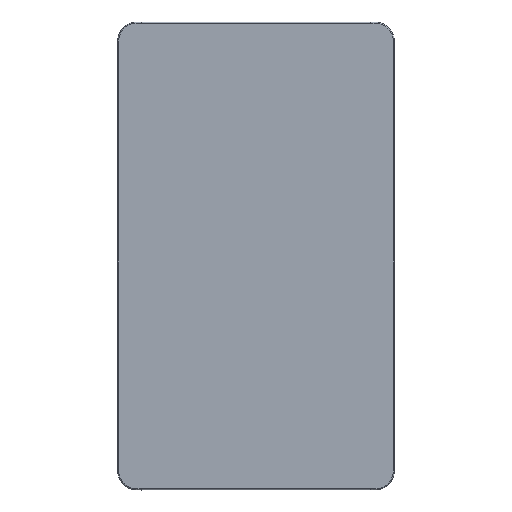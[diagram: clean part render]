
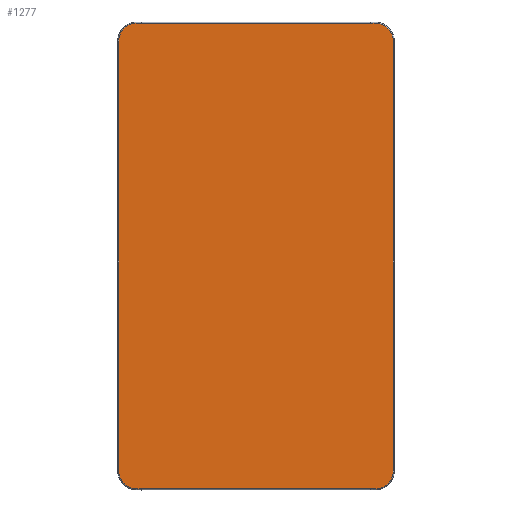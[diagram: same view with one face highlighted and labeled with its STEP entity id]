
A CAD part, top view. The second image highlights one B-rep face of the part: STEP entity #1277.
In plain terms, the highlighted planar face has unit normal (0, 0, 1).
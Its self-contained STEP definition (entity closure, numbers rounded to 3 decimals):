
#87=LINE('',#12905,#140);
#88=LINE('',#12919,#141);
#89=LINE('',#12933,#142);
#90=LINE('',#12947,#143);
#140=VECTOR('',#1475,460.657);
#141=VECTOR('',#1476,251.277);
#142=VECTOR('',#1477,460.657);
#143=VECTOR('',#1478,251.277);
#285=FACE_OUTER_BOUND('',#393,.T.);
#393=EDGE_LOOP('',(#1067,#1068,#1069,#1070,#1071,#1072,#1073,#1074));
#515=B_SPLINE_CURVE_WITH_KNOTS('',3,(#12907,#12908,#12909,#12910,#12911,
#12912,#12913,#12914,#12915,#12916,#12917),.UNSPECIFIED.,.F.,.F.,(4,1,1,
1,1,1,1,1,4),(0.,0.125,0.25,0.375,0.5,0.625,0.75,0.875,1.),
 .UNSPECIFIED.);
#516=B_SPLINE_CURVE_WITH_KNOTS('',3,(#12921,#12922,#12923,#12924,#12925,
#12926,#12927,#12928,#12929,#12930,#12931),.UNSPECIFIED.,.F.,.F.,(4,1,1,
1,1,1,1,1,4),(0.,0.125,0.25,0.375,0.5,0.625,0.75,0.875,1.),
 .UNSPECIFIED.);
#517=B_SPLINE_CURVE_WITH_KNOTS('',3,(#12935,#12936,#12937,#12938,#12939,
#12940,#12941,#12942,#12943,#12944,#12945),.UNSPECIFIED.,.F.,.F.,(4,1,1,
1,1,1,1,1,4),(0.,0.125,0.25,0.375,0.5,0.625,0.75,0.875,1.),
 .UNSPECIFIED.);
#518=B_SPLINE_CURVE_WITH_KNOTS('',3,(#12948,#12949,#12950,#12951,#12952,
#12953,#12954,#12955,#12956,#12957,#12958),.UNSPECIFIED.,.F.,.F.,(4,1,1,
1,1,1,1,1,4),(0.,0.125,0.25,0.375,0.5,0.625,0.75,0.875,1.),
 .UNSPECIFIED.);
#616=VERTEX_POINT('',#12903);
#617=VERTEX_POINT('',#12904);
#618=VERTEX_POINT('',#12906);
#619=VERTEX_POINT('',#12918);
#620=VERTEX_POINT('',#12920);
#621=VERTEX_POINT('',#12932);
#622=VERTEX_POINT('',#12934);
#623=VERTEX_POINT('',#12946);
#772=EDGE_CURVE('',#616,#617,#87,.T.);
#773=EDGE_CURVE('',#617,#618,#515,.T.);
#774=EDGE_CURVE('',#618,#619,#88,.T.);
#775=EDGE_CURVE('',#619,#620,#516,.T.);
#776=EDGE_CURVE('',#620,#621,#89,.T.);
#777=EDGE_CURVE('',#621,#622,#517,.T.);
#778=EDGE_CURVE('',#622,#623,#90,.T.);
#779=EDGE_CURVE('',#623,#616,#518,.T.);
#1067=ORIENTED_EDGE('',*,*,#772,.T.);
#1068=ORIENTED_EDGE('',*,*,#773,.T.);
#1069=ORIENTED_EDGE('',*,*,#774,.T.);
#1070=ORIENTED_EDGE('',*,*,#775,.T.);
#1071=ORIENTED_EDGE('',*,*,#776,.T.);
#1072=ORIENTED_EDGE('',*,*,#777,.T.);
#1073=ORIENTED_EDGE('',*,*,#778,.T.);
#1074=ORIENTED_EDGE('',*,*,#779,.T.);
#1205=PLANE('',#1353);
#1277=ADVANCED_FACE('',(#285),#1205,.T.);
#1353=AXIS2_PLACEMENT_3D('',#12902,#1473,#1474);
#1473=DIRECTION('center_axis',(0.,0.,1.));
#1474=DIRECTION('ref_axis',(1.,0.,0.));
#1475=DIRECTION('',(0.,1.,0.));
#1476=DIRECTION('',(-1.,0.,0.));
#1477=DIRECTION('',(0.,-1.,0.));
#1478=DIRECTION('',(1.,0.,0.));
#12902=CARTESIAN_POINT('Origin',(0.,800.,6.664));
#12903=CARTESIAN_POINT('',(150.497,569.671,6.664));
#12904=CARTESIAN_POINT('',(150.497,1030.329,6.664));
#12905=CARTESIAN_POINT('',(150.497,569.671,6.664));
#12906=CARTESIAN_POINT('',(125.639,1055.187,6.664));
#12907=CARTESIAN_POINT('Ctrl Pts',(150.497,1030.329,6.664));
#12908=CARTESIAN_POINT('Ctrl Pts',(150.497,1032.115,6.664));
#12909=CARTESIAN_POINT('Ctrl Pts',(150.528,1035.611,6.664));
#12910=CARTESIAN_POINT('Ctrl Pts',(149.909,1040.71,6.664));
#12911=CARTESIAN_POINT('Ctrl Pts',(147.867,1045.359,6.664));
#12912=CARTESIAN_POINT('Ctrl Pts',(144.612,1049.302,6.664));
#12913=CARTESIAN_POINT('Ctrl Pts',(140.669,1052.557,6.664));
#12914=CARTESIAN_POINT('Ctrl Pts',(136.02,1054.599,6.664));
#12915=CARTESIAN_POINT('Ctrl Pts',(130.921,1055.218,6.664));
#12916=CARTESIAN_POINT('Ctrl Pts',(127.425,1055.187,6.664));
#12917=CARTESIAN_POINT('Ctrl Pts',(125.639,1055.187,6.664));
#12918=CARTESIAN_POINT('',(-125.639,1055.187,6.664));
#12919=CARTESIAN_POINT('',(125.639,1055.187,6.664));
#12920=CARTESIAN_POINT('',(-150.497,1030.329,6.664));
#12921=CARTESIAN_POINT('Ctrl Pts',(-125.639,1055.187,6.664));
#12922=CARTESIAN_POINT('Ctrl Pts',(-127.425,1055.187,6.664));
#12923=CARTESIAN_POINT('Ctrl Pts',(-130.921,1055.218,6.664));
#12924=CARTESIAN_POINT('Ctrl Pts',(-136.02,1054.599,6.664));
#12925=CARTESIAN_POINT('Ctrl Pts',(-140.669,1052.557,6.664));
#12926=CARTESIAN_POINT('Ctrl Pts',(-144.612,1049.302,6.664));
#12927=CARTESIAN_POINT('Ctrl Pts',(-147.867,1045.359,6.664));
#12928=CARTESIAN_POINT('Ctrl Pts',(-149.909,1040.71,6.664));
#12929=CARTESIAN_POINT('Ctrl Pts',(-150.528,1035.611,6.664));
#12930=CARTESIAN_POINT('Ctrl Pts',(-150.497,1032.115,6.664));
#12931=CARTESIAN_POINT('Ctrl Pts',(-150.497,1030.329,6.664));
#12932=CARTESIAN_POINT('',(-150.497,569.671,6.664));
#12933=CARTESIAN_POINT('',(-150.497,1030.329,6.664));
#12934=CARTESIAN_POINT('',(-125.639,544.813,6.664));
#12935=CARTESIAN_POINT('Ctrl Pts',(-150.497,569.671,6.664));
#12936=CARTESIAN_POINT('Ctrl Pts',(-150.497,567.885,6.664));
#12937=CARTESIAN_POINT('Ctrl Pts',(-150.528,564.389,6.664));
#12938=CARTESIAN_POINT('Ctrl Pts',(-149.909,559.29,6.664));
#12939=CARTESIAN_POINT('Ctrl Pts',(-147.867,554.641,6.664));
#12940=CARTESIAN_POINT('Ctrl Pts',(-144.612,550.698,6.664));
#12941=CARTESIAN_POINT('Ctrl Pts',(-140.669,547.443,6.664));
#12942=CARTESIAN_POINT('Ctrl Pts',(-136.02,545.401,6.664));
#12943=CARTESIAN_POINT('Ctrl Pts',(-130.921,544.782,6.664));
#12944=CARTESIAN_POINT('Ctrl Pts',(-127.425,544.813,6.664));
#12945=CARTESIAN_POINT('Ctrl Pts',(-125.639,544.813,6.664));
#12946=CARTESIAN_POINT('',(125.639,544.813,6.664));
#12947=CARTESIAN_POINT('',(-125.639,544.813,6.664));
#12948=CARTESIAN_POINT('Ctrl Pts',(125.639,544.813,6.664));
#12949=CARTESIAN_POINT('Ctrl Pts',(127.425,544.813,6.664));
#12950=CARTESIAN_POINT('Ctrl Pts',(130.921,544.782,6.664));
#12951=CARTESIAN_POINT('Ctrl Pts',(136.02,545.401,6.664));
#12952=CARTESIAN_POINT('Ctrl Pts',(140.669,547.443,6.664));
#12953=CARTESIAN_POINT('Ctrl Pts',(144.612,550.698,6.664));
#12954=CARTESIAN_POINT('Ctrl Pts',(147.867,554.641,6.664));
#12955=CARTESIAN_POINT('Ctrl Pts',(149.909,559.29,6.664));
#12956=CARTESIAN_POINT('Ctrl Pts',(150.528,564.389,6.664));
#12957=CARTESIAN_POINT('Ctrl Pts',(150.497,567.885,6.664));
#12958=CARTESIAN_POINT('Ctrl Pts',(150.497,569.671,6.664));
